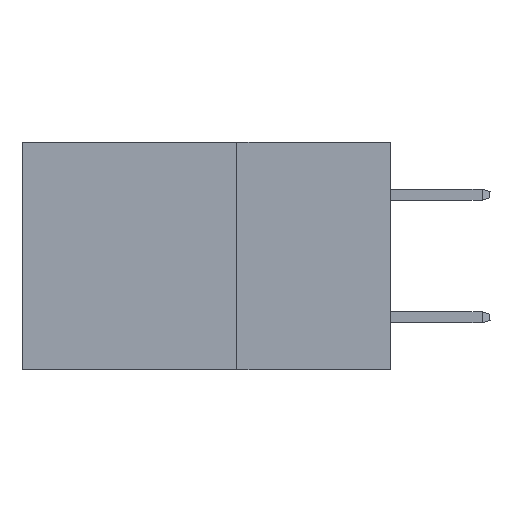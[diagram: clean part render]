
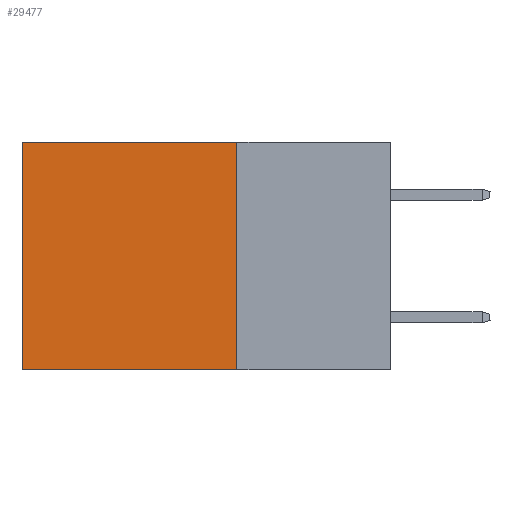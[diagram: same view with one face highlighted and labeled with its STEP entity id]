
A CAD part, left-side view. The second image highlights one B-rep face of the part: STEP entity #29477.
In plain terms, the highlighted planar face has unit normal (-1, 0, 0).
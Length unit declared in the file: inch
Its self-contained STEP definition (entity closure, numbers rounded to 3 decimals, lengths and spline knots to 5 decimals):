
#263 = DIRECTION ( 'NONE',  ( 0., 0., -1. ) ) ;
#3449 = LINE ( 'NONE', #15959, #21275 ) ;
#3461 = DIRECTION ( 'NONE',  ( 0., 0., -1. ) ) ;
#3770 = VECTOR ( 'NONE', #16837, 39.37008 ) ;
#4019 = ORIENTED_EDGE ( 'NONE', *, *, #22330, .F. ) ;
#6471 = CARTESIAN_POINT ( 'NONE',  ( 0.2875, 0.6, 0. ) ) ;
#7542 = DIRECTION ( 'NONE',  ( 0., 0., -1. ) ) ;
#8394 = CARTESIAN_POINT ( 'NONE',  ( 0.2875, 0.6, -0.37 ) ) ;
#8721 = VERTEX_POINT ( 'NONE', #36465 ) ;
#11345 = VERTEX_POINT ( 'NONE', #6471 ) ;
#13222 = CARTESIAN_POINT ( 'NONE',  ( 0.2875, 0.25, 0. ) ) ;
#14890 = EDGE_LOOP ( 'NONE', ( #28533, #42286, #4019, #24558 ) ) ;
#15959 = CARTESIAN_POINT ( 'NONE',  ( 0.2875, 0.25, -0.37 ) ) ;
#16837 = DIRECTION ( 'NONE',  ( 0., 1., 0. ) ) ;
#17114 = VECTOR ( 'NONE', #3461, 39.37008 ) ;
#17693 = PLANE ( 'NONE',  #28902 ) ;
#18005 = CARTESIAN_POINT ( 'NONE',  ( 0.2875, 0.25, 0. ) ) ;
#19009 = VERTEX_POINT ( 'NONE', #8394 ) ;
#19566 = DIRECTION ( 'NONE',  ( 0., 1., 0. ) ) ;
#19822 = EDGE_CURVE ( 'NONE', #21454, #19009, #3449, .T. ) ;
#21275 = VECTOR ( 'NONE', #19566, 39.37008 ) ;
#21454 = VERTEX_POINT ( 'NONE', #24711 ) ;
#21581 = DIRECTION ( 'NONE',  ( 1., 0., 0. ) ) ;
#22330 = EDGE_CURVE ( 'NONE', #8721, #21454, #45496, .T. ) ;
#24558 = ORIENTED_EDGE ( 'NONE', *, *, #33527, .T. ) ;
#24711 = CARTESIAN_POINT ( 'NONE',  ( 0.2875, 0.25, -0.37 ) ) ;
#28533 = ORIENTED_EDGE ( 'NONE', *, *, #41722, .T. ) ;
#28902 = AXIS2_PLACEMENT_3D ( 'NONE', #18005, #21581, #263 ) ;
#29477 = ADVANCED_FACE ( 'NONE', ( #35460 ), #17693, .F. ) ;
#31928 = LINE ( 'NONE', #32465, #38021 ) ;
#32465 = CARTESIAN_POINT ( 'NONE',  ( 0.2875, 0.6, 0. ) ) ;
#33288 = LINE ( 'NONE', #13222, #3770 ) ;
#33527 = EDGE_CURVE ( 'NONE', #8721, #11345, #33288, .T. ) ;
#35460 = FACE_OUTER_BOUND ( 'NONE', #14890, .T. ) ;
#36465 = CARTESIAN_POINT ( 'NONE',  ( 0.2875, 0.25, 0. ) ) ;
#38021 = VECTOR ( 'NONE', #7542, 39.37008 ) ;
#41628 = CARTESIAN_POINT ( 'NONE',  ( 0.2875, 0.25, 0. ) ) ;
#41722 = EDGE_CURVE ( 'NONE', #11345, #19009, #31928, .T. ) ;
#42286 = ORIENTED_EDGE ( 'NONE', *, *, #19822, .F. ) ;
#45496 = LINE ( 'NONE', #41628, #17114 ) ;
